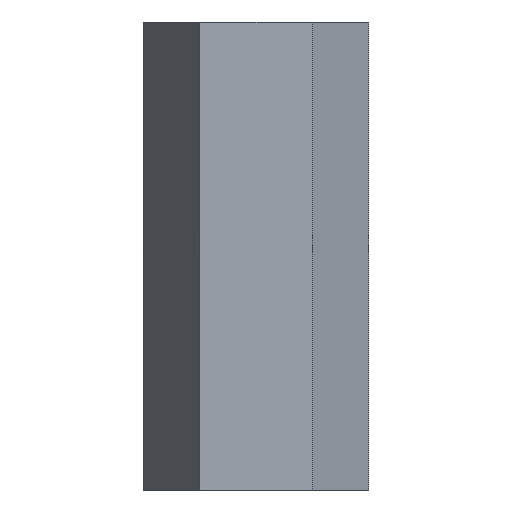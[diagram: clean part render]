
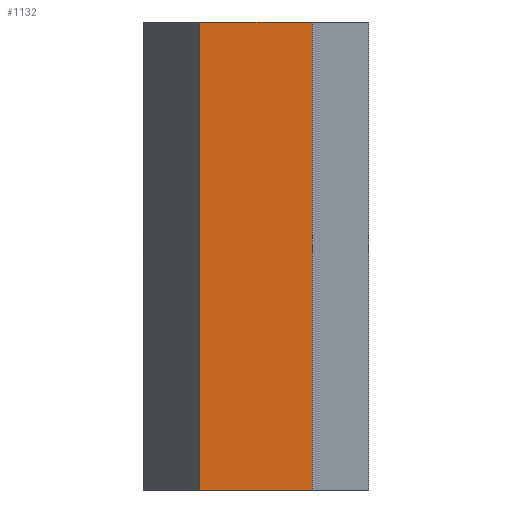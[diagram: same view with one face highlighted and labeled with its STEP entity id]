
A CAD part, front view. The second image highlights one B-rep face of the part: STEP entity #1132.
In plain terms, the highlighted planar face has unit normal (0, -1, 0).
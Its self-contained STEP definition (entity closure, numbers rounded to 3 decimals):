
#20=PLANE('',#1208);
#82=FACE_OUTER_BOUND('',#143,.T.);
#143=EDGE_LOOP('',(#1001,#1002,#1003,#1004));
#308=LINE('',#4781,#374);
#315=LINE('',#4795,#381);
#316=LINE('',#4798,#382);
#317=LINE('',#4799,#383);
#374=VECTOR('',#1374,10.);
#381=VECTOR('',#1387,10.);
#382=VECTOR('',#1390,10.);
#383=VECTOR('',#1391,10.);
#496=VERTEX_POINT('',#4778);
#497=VERTEX_POINT('',#4780);
#501=VERTEX_POINT('',#4793);
#502=VERTEX_POINT('',#4797);
#664=EDGE_CURVE('',#496,#497,#308,.T.);
#671=EDGE_CURVE('',#501,#497,#315,.T.);
#672=EDGE_CURVE('',#502,#501,#316,.T.);
#673=EDGE_CURVE('',#502,#496,#317,.T.);
#1001=ORIENTED_EDGE('',*,*,#672,.T.);
#1002=ORIENTED_EDGE('',*,*,#671,.T.);
#1003=ORIENTED_EDGE('',*,*,#664,.F.);
#1004=ORIENTED_EDGE('',*,*,#673,.F.);
#1132=ADVANCED_FACE('',(#82),#20,.T.);
#1208=AXIS2_PLACEMENT_3D('',#4796,#1388,#1389);
#1374=DIRECTION('',(1.,0.,0.));
#1387=DIRECTION('',(0.,0.,1.));
#1388=DIRECTION('center_axis',(0.,-1.,0.));
#1389=DIRECTION('ref_axis',(1.,0.,0.));
#1390=DIRECTION('',(1.,0.,0.));
#1391=DIRECTION('',(0.,0.,1.));
#4778=CARTESIAN_POINT('',(-1.443,-2.5,12.));
#4780=CARTESIAN_POINT('',(1.443,-2.5,12.));
#4781=CARTESIAN_POINT('',(-1.443,-2.5,12.));
#4793=CARTESIAN_POINT('',(1.443,-2.5,0.));
#4795=CARTESIAN_POINT('',(1.443,-2.5,0.));
#4796=CARTESIAN_POINT('Origin',(-1.443,-2.5,0.));
#4797=CARTESIAN_POINT('',(-1.443,-2.5,0.));
#4798=CARTESIAN_POINT('',(-1.443,-2.5,0.));
#4799=CARTESIAN_POINT('',(-1.443,-2.5,0.));
